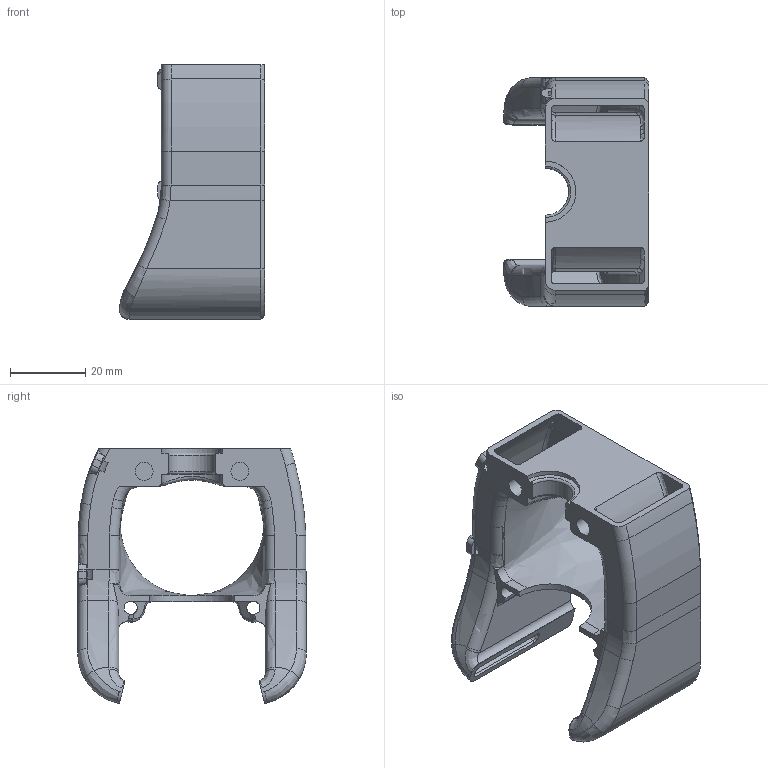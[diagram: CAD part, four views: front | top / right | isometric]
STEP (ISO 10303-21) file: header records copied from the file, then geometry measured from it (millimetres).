
FILE_DESCRIPTION(/* description */ (''),/* implementation_level */ '2;1');
FILE_NAME(/* name */ 'volcano_shroud.step',/* time_stamp */ '2021-01-04T11:35:20+02:00',/* author */ (''),/* organization */ (''),/* preprocessor_version */ 'ST-DEVELOPER v18.1',/* originating_system */ 'Autodesk Translation Framework v9.7.1.1290',/* authorisation */ '');
FILE_SCHEMA (('AUTOMOTIVE_DESIGN { 1 0 10303 214 3 1 1 }'));
Length unit declared in the file: millimetre
Products named in the file (1): Shroud vocano MK2
Bounding box: 38.53 x 60.58 x 67.55 mm (x, y, z)
Volume: 26863.9 mm3; surface area: 23677.1 mm2
Topology: 1 solids, 1 shells, 305 faces, 811 edges, 508 vertices
Faces by surface type: plane 81, bspline 81, cylinder 73, torus 56, cone 14
Full cylindrical faces by diameter (mm): 3.5 x2, 4.8 x4, 6 x2
Entity records: 13520 total; most frequent: CARTESIAN_POINT 6426, ORIENTED_EDGE 1622, DIRECTION 1288, EDGE_CURVE 811, AXIS2_PLACEMENT_3D 524, VERTEX_POINT 508, EDGE_LOOP 319, FACE_OUTER_BOUND 305
